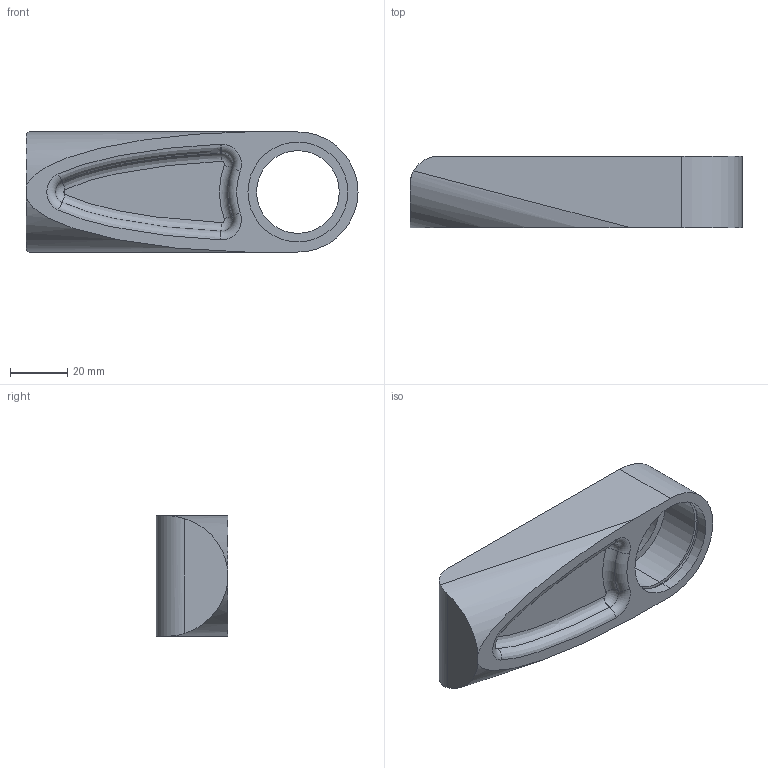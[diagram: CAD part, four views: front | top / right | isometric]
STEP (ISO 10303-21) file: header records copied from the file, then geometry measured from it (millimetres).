
FILE_DESCRIPTION (( 'STEP AP214' ), '1' );
FILE_NAME ('DANABYT10 Housing A.STEP', '2018-12-14T13:37:05', ( '' ), ( '' ), 'SwSTEP 2.0', 'SolidWorks 2018', '' );
FILE_SCHEMA (( 'AUTOMOTIVE_DESIGN' ));
Length unit declared in the file: millimetre
Products named in the file (1): DANABYT10 Housing A
Bounding box: 116.03 x 25 x 42 mm (x, y, z)
Volume: 82198 mm3; surface area: 17895.2 mm2
Topology: 1 solids, 1 shells, 36 faces, 83 edges, 53 vertices
Faces by surface type: torus 11, cylinder 10, plane 9, bspline 4, cone 2
Entity records: 1395 total; most frequent: CARTESIAN_POINT 531, DIRECTION 189, ORIENTED_EDGE 166, AXIS2_PLACEMENT_3D 85, EDGE_CURVE 83, VERTEX_POINT 53, CIRCLE 52, EDGE_LOOP 42
